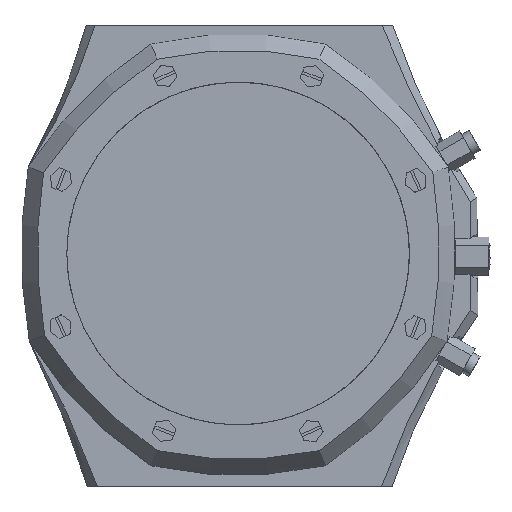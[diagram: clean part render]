
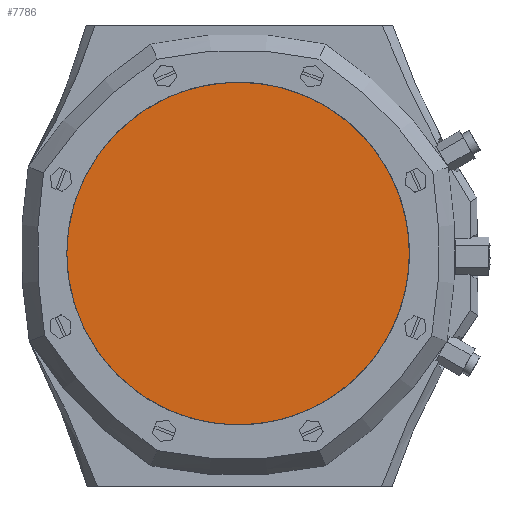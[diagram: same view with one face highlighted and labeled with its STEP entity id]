
A CAD part, front view. The second image highlights one B-rep face of the part: STEP entity #7786.
In plain terms, the highlighted free-form (B-spline) face has degree [1, 1] with [2, 2] control points.
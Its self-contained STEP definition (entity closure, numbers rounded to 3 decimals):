
#7751 = VERTEX_POINT('',#7752);
#7752 = CARTESIAN_POINT('',(8.198,39.673,
    15.117));
#7757 = EDGE_CURVE('',#7751,#7751,#7758,.T.);
#7758 = ( BOUNDED_CURVE() B_SPLINE_CURVE(2,(#7759,#7760,#7761,#7762,
#7763,#7764,#7765),.UNSPECIFIED.,.T.,.F.) B_SPLINE_CURVE_WITH_KNOTS((3,2
    ,2,3),(3.142,5.236,7.33,9.425),
.PIECEWISE_BEZIER_KNOTS.) CURVE() GEOMETRIC_REPRESENTATION_ITEM() 
RATIONAL_B_SPLINE_CURVE((1.,0.5,1.,0.5,1.,0.5,1.)) REPRESENTATION_ITEM(
  '') );
#7759 = CARTESIAN_POINT('',(8.198,39.673,
    15.117));
#7760 = CARTESIAN_POINT('',(8.198,39.673,
    -37.131));
#7761 = CARTESIAN_POINT('',(53.446,39.673,
    -11.007));
#7762 = CARTESIAN_POINT('',(98.693,39.673,
    15.117));
#7763 = CARTESIAN_POINT('',(53.446,39.673,
    41.241));
#7764 = CARTESIAN_POINT('',(8.198,39.673,
    67.365));
#7765 = CARTESIAN_POINT('',(8.198,39.673,
    15.117));
#7786 = ADVANCED_FACE('',(#7787),#7790,.T.);
#7787 = FACE_BOUND('',#7788,.T.);
#7788 = EDGE_LOOP('',(#7789));
#7789 = ORIENTED_EDGE('',*,*,#7757,.T.);
#7790 = B_SPLINE_SURFACE_WITH_KNOTS('',1,1,(
    (#7791,#7792)
    ,(#7793,#7794
    )),.UNSPECIFIED.,.F.,.F.,.F.,(2,2),(2,2),(-20.703,
    20.703),(-20.703,20.703),
  .PIECEWISE_BEZIER_KNOTS.);
#7791 = CARTESIAN_POINT('',(8.198,39.673,
    -15.048));
#7792 = CARTESIAN_POINT('',(8.198,39.673,
    45.282));
#7793 = CARTESIAN_POINT('',(68.528,39.673,
    -15.048));
#7794 = CARTESIAN_POINT('',(68.528,39.673,
    45.282));
